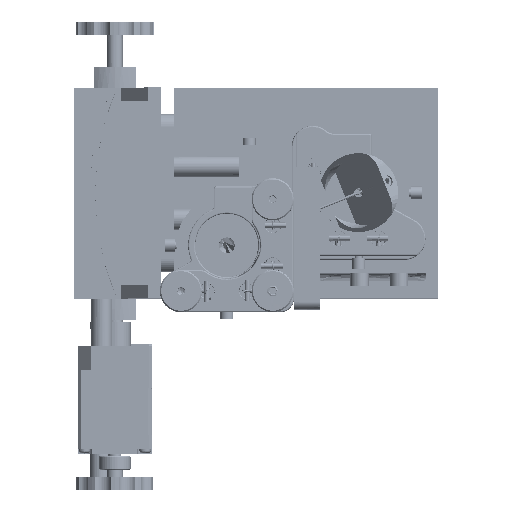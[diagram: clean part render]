
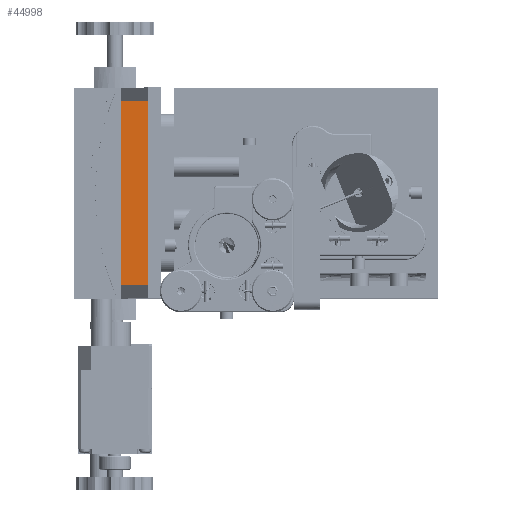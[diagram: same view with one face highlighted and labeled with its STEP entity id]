
A CAD part, top view. The second image highlights one B-rep face of the part: STEP entity #44998.
In plain terms, the highlighted free-form (B-spline) face has degree [1, 1] with [2, 2] control points.
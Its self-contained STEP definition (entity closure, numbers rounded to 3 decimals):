
#44767 = EDGE_CURVE('',#44768,#44770,#44772,.T.);
#44768 = VERTEX_POINT('',#44769);
#44769 = CARTESIAN_POINT('',(-13.28,-54.439,
    20.822));
#44770 = VERTEX_POINT('',#44771);
#44771 = CARTESIAN_POINT('',(-13.28,22.857,
    20.822));
#44772 = B_SPLINE_CURVE_WITH_KNOTS('',1,(#44773,#44774),.UNSPECIFIED.,
  .F.,.F.,(2,2),(-75.,-5.),.PIECEWISE_BEZIER_KNOTS.);
#44773 = CARTESIAN_POINT('',(-13.28,-54.439,
    20.822));
#44774 = CARTESIAN_POINT('',(-13.28,22.857,
    20.822));
#44998 = ADVANCED_FACE('',(#44999),#45021,.F.);
#44999 = FACE_BOUND('',#45000,.T.);
#45000 = EDGE_LOOP('',(#45001,#45010,#45015,#45016));
#45001 = ORIENTED_EDGE('',*,*,#45002,.F.);
#45002 = EDGE_CURVE('',#45003,#45005,#45007,.T.);
#45003 = VERTEX_POINT('',#45004);
#45004 = CARTESIAN_POINT('',(-24.322,-54.439,
    20.822));
#45005 = VERTEX_POINT('',#45006);
#45006 = CARTESIAN_POINT('',(-24.322,22.857,
    20.822));
#45007 = B_SPLINE_CURVE_WITH_KNOTS('',1,(#45008,#45009),.UNSPECIFIED.,
  .F.,.F.,(2,2),(-75.,-5.),.PIECEWISE_BEZIER_KNOTS.);
#45008 = CARTESIAN_POINT('',(-24.322,-54.439,
    20.822));
#45009 = CARTESIAN_POINT('',(-24.322,22.857,
    20.822));
#45010 = ORIENTED_EDGE('',*,*,#45011,.F.);
#45011 = EDGE_CURVE('',#44768,#45003,#45012,.T.);
#45012 = B_SPLINE_CURVE_WITH_KNOTS('',1,(#45013,#45014),.UNSPECIFIED.,
  .F.,.F.,(2,2),(-10.,0.),.PIECEWISE_BEZIER_KNOTS.);
#45013 = CARTESIAN_POINT('',(-13.28,-54.439,
    20.822));
#45014 = CARTESIAN_POINT('',(-24.322,-54.439,
    20.822));
#45015 = ORIENTED_EDGE('',*,*,#44767,.T.);
#45016 = ORIENTED_EDGE('',*,*,#45017,.T.);
#45017 = EDGE_CURVE('',#44770,#45005,#45018,.T.);
#45018 = B_SPLINE_CURVE_WITH_KNOTS('',1,(#45019,#45020),.UNSPECIFIED.,
  .F.,.F.,(2,2),(-10.,-0.),.PIECEWISE_BEZIER_KNOTS.);
#45019 = CARTESIAN_POINT('',(-13.28,22.857,
    20.822));
#45020 = CARTESIAN_POINT('',(-24.322,22.857,
    20.822));
#45021 = B_SPLINE_SURFACE_WITH_KNOTS('',1,1,(
    (#45022,#45023)
    ,(#45024,#45025
    )),.UNSPECIFIED.,.F.,.F.,.F.,(2,2),(2,2),(-75.,-5.),(0.,10.),
  .PIECEWISE_BEZIER_KNOTS.);
#45022 = CARTESIAN_POINT('',(-24.322,-54.439,
    20.822));
#45023 = CARTESIAN_POINT('',(-13.28,-54.439,
    20.822));
#45024 = CARTESIAN_POINT('',(-24.322,22.857,
    20.822));
#45025 = CARTESIAN_POINT('',(-13.28,22.857,
    20.822));
